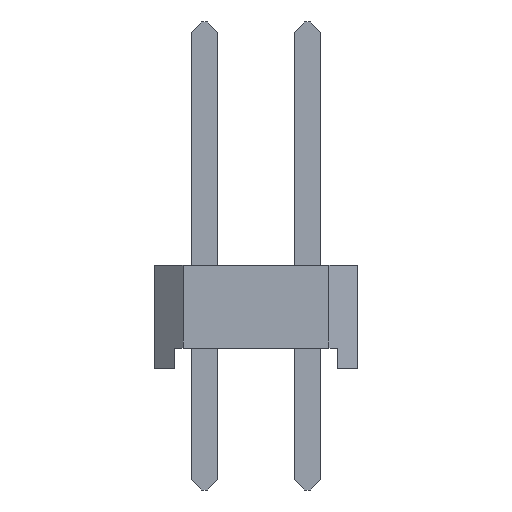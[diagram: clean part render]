
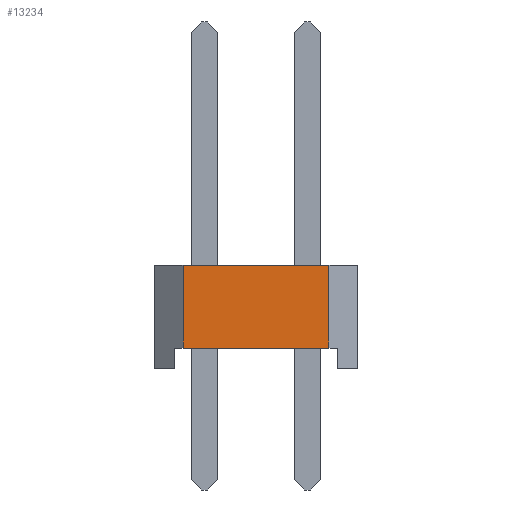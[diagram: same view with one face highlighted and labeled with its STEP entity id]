
A CAD part, left-side view. The second image highlights one B-rep face of the part: STEP entity #13234.
In plain terms, the highlighted planar face has unit normal (-1, 0, 0).
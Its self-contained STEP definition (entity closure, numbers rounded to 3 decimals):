
#497=FACE_OUTER_BOUND('',#1265,.T.);
#1265=EDGE_LOOP('',(#9202,#9203,#9204,#9205));
#2058=LINE('',#18208,#3732);
#2218=LINE('',#18757,#3892);
#2515=LINE('',#19332,#4189);
#2516=LINE('',#19333,#4190);
#3732=VECTOR('',#14800,1.);
#3892=VECTOR('',#14962,1.);
#4189=VECTOR('',#15381,1.);
#4190=VECTOR('',#15382,1.);
#5483=VERTEX_POINT('',#18205);
#5484=VERTEX_POINT('',#18207);
#5655=VERTEX_POINT('',#18754);
#5656=VERTEX_POINT('',#18756);
#6752=EDGE_CURVE('',#5483,#5484,#2058,.T.);
#6924=EDGE_CURVE('',#5655,#5656,#2218,.T.);
#7221=EDGE_CURVE('',#5484,#5655,#2515,.T.);
#7222=EDGE_CURVE('',#5483,#5656,#2516,.T.);
#9202=ORIENTED_EDGE('',*,*,#7221,.F.);
#9203=ORIENTED_EDGE('',*,*,#6752,.F.);
#9204=ORIENTED_EDGE('',*,*,#7222,.T.);
#9205=ORIENTED_EDGE('',*,*,#6924,.F.);
#12301=PLANE('',#13999);
#13234=ADVANCED_FACE('',(#497),#12301,.F.);
#13999=AXIS2_PLACEMENT_3D('',#19331,#15379,#15380);
#14800=DIRECTION('',(0.,1.,0.));
#14962=DIRECTION('',(0.,-1.,0.));
#15379=DIRECTION('center_axis',(1.,0.,0.));
#15380=DIRECTION('ref_axis',(0.,0.,-1.));
#15381=DIRECTION('',(0.,0.,1.));
#15382=DIRECTION('',(0.,0.,1.));
#18205=CARTESIAN_POINT('',(-13.97,-1.8,0.5));
#18207=CARTESIAN_POINT('',(-13.97,1.8,0.5));
#18208=CARTESIAN_POINT('',(-13.97,2.,0.5));
#18754=CARTESIAN_POINT('',(-13.97,1.8,2.54));
#18756=CARTESIAN_POINT('',(-13.97,-1.8,2.54));
#18757=CARTESIAN_POINT('',(-13.97,2.5,2.54));
#19331=CARTESIAN_POINT('Origin',(-13.97,2.5,2.54));
#19332=CARTESIAN_POINT('',(-13.97,1.8,0.));
#19333=CARTESIAN_POINT('',(-13.97,-1.8,0.));
